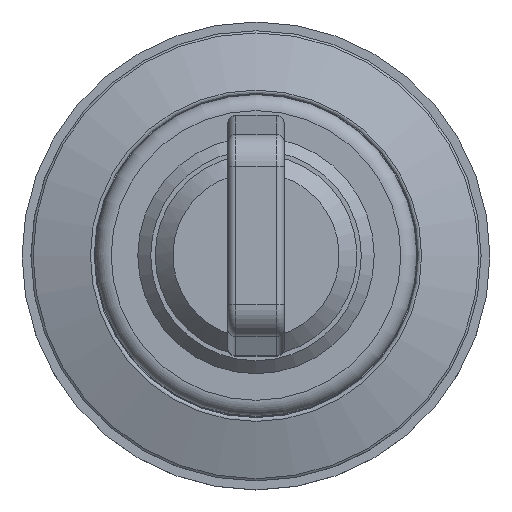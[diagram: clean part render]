
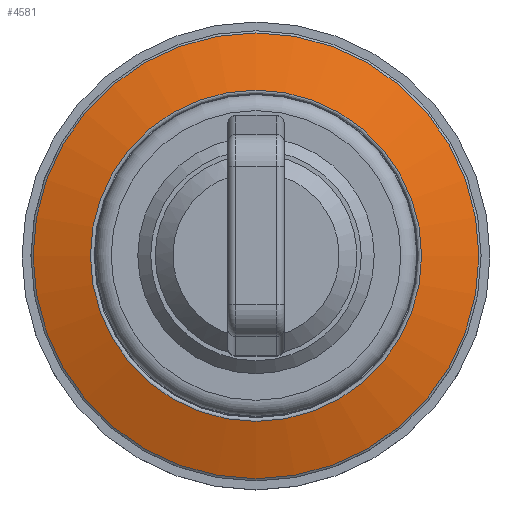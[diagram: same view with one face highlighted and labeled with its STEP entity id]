
A CAD part, top view. The second image highlights one B-rep face of the part: STEP entity #4581.
In plain terms, the highlighted conical face has half-angle 71.267 degrees and reference radius 12.107 mm.
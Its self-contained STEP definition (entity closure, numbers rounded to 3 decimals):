
#104=CONICAL_SURFACE($,#4979,12.107,71.267);
#1008=FACE_BOUND($,#1493,.T.);
#1165=FACE_OUTER_BOUND($,#1492,.T.);
#1492=EDGE_LOOP($,(#3549));
#1493=EDGE_LOOP($,(#3550));
#1803=CIRCLE($,#4976,13.814);
#1805=CIRCLE($,#4980,10.265);
#2174=VERTEX_POINT($,#7494);
#2176=VERTEX_POINT($,#7500);
#2687=EDGE_CURVE($,#2174,#2174,#1803,.T.);
#2689=EDGE_CURVE($,#2176,#2176,#1805,.T.);
#3549=ORIENTED_EDGE($,*,*,#2689,.F.);
#3550=ORIENTED_EDGE($,*,*,#2687,.F.);
#4581=ADVANCED_FACE($,(#1165,#1008),#104,.T.);
#4976=AXIS2_PLACEMENT_3D($,#7495,#5917,#5918);
#4979=AXIS2_PLACEMENT_3D($,#7499,#5923,#5924);
#4980=AXIS2_PLACEMENT_3D($,#7501,#5925,#5926);
#5917=DIRECTION('center_axis',(0.,0.,
-1.));
#5918=DIRECTION('ref_axis',(-1.,0.,0.));
#5923=DIRECTION('center_axis',(0.,0.,
-1.));
#5924=DIRECTION('ref_axis',(1.,0.,0.));
#5925=DIRECTION('center_axis',(0.,0.,
1.));
#5926=DIRECTION('ref_axis',(1.,0.,0.));
#7494=CARTESIAN_POINT('',(13.814,0.,6.519));
#7495=CARTESIAN_POINT('Origin',(0.,0.,
6.519));
#7499=CARTESIAN_POINT('Origin',(0.,0.,
7.098));
#7500=CARTESIAN_POINT('',(10.265,0.,7.723));
#7501=CARTESIAN_POINT('Origin',(0.,0.,
7.723));
